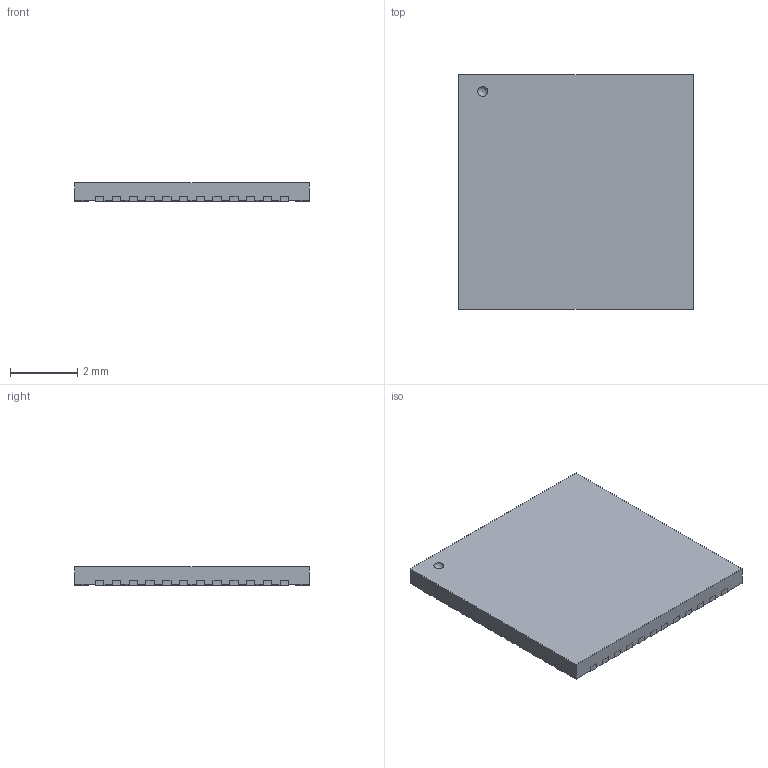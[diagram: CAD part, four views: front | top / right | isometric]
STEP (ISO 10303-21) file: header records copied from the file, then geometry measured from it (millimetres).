
FILE_DESCRIPTION(/* description */ (''),/* implementation_level */ '2;1');
FILE_NAME(/* name */ 'UFQFPN48.step',/* time_stamp */ '2021-05-29T14:08:16-05:00',/* author */ (''),/* organization */ (''),/* preprocessor_version */ 'ST-DEVELOPER v18.1',/* originating_system */ 'Autodesk Translation Framework v10.6.0.1341',/* authorisation */ '');
FILE_SCHEMA (('AUTOMOTIVE_DESIGN { 1 0 10303 214 3 1 1 }'));
Length unit declared in the file: millimetre
Products named in the file (1): UFQFPN48
Bounding box: 7 x 7 x 0.55 mm (x, y, z)
Volume: 26.7 mm3; surface area: 197.9 mm2
Topology: 50 solids, 50 shells, 497 faces, 1191 edges, 794 vertices
Faces by surface type: plane 397, cylinder 99, sphere 1
Entity records: 14601 total; most frequent: CARTESIAN_POINT 2482, DIRECTION 2386, ORIENTED_EDGE 2380, EDGE_CURVE 1190, LINE 990, VECTOR 990, VERTEX_POINT 794, AXIS2_PLACEMENT_3D 698
